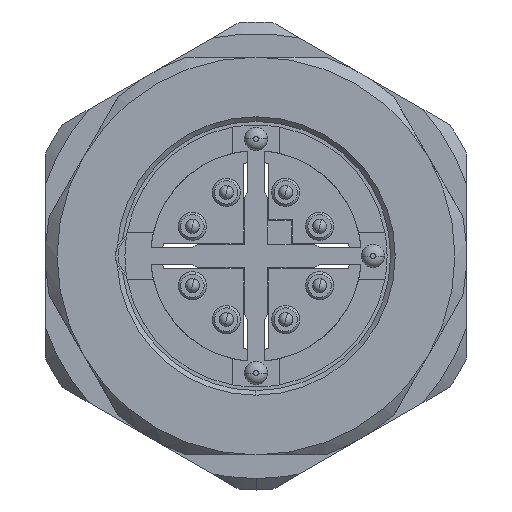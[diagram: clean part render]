
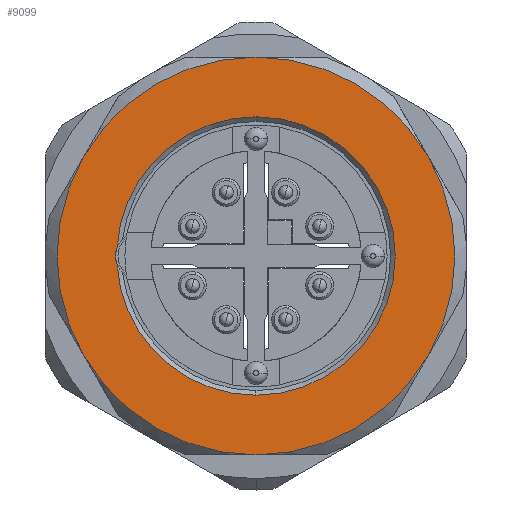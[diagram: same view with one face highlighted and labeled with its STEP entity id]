
A CAD part, left-side view. The second image highlights one B-rep face of the part: STEP entity #9099.
In plain terms, the highlighted planar face has unit normal (-1, 0, 0).
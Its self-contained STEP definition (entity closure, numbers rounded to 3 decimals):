
#56 = DIRECTION ( 'NONE',  ( 0., 0., -1. ) ) ;
#284 = EDGE_CURVE ( 'NONE', #5534, #19506, #1296, .T. ) ;
#304 = DIRECTION ( 'NONE',  ( 0., 0., -1. ) ) ;
#579 = FACE_BOUND ( 'NONE', #1177, .T. ) ;
#990 = ORIENTED_EDGE ( 'NONE', *, *, #7559, .T. ) ;
#1177 = EDGE_LOOP ( 'NONE', ( #15961, #16906, #990, #9172 ) ) ;
#1296 = CIRCLE ( 'NONE', #14733, 5.95 ) ;
#1310 = CIRCLE ( 'NONE', #20510, 8.5 ) ;
#1338 = CIRCLE ( 'NONE', #8250, 8.5 ) ;
#1564 = DIRECTION ( 'NONE',  ( 0., 0., -1. ) ) ;
#2027 = ORIENTED_EDGE ( 'NONE', *, *, #6015, .T. ) ;
#2120 = AXIS2_PLACEMENT_3D ( 'NONE', #4337, #15405, #2491 ) ;
#2164 = CIRCLE ( 'NONE', #18316, 8.5 ) ;
#2491 = DIRECTION ( 'NONE',  ( 0., 0., -1. ) ) ;
#2660 = VERTEX_POINT ( 'NONE', #19688 ) ;
#2737 = DIRECTION ( 'NONE',  ( 0., 0., -1. ) ) ;
#3244 = AXIS2_PLACEMENT_3D ( 'NONE', #18405, #21958, #9214 ) ;
#3804 = DIRECTION ( 'NONE',  ( 1., 0., 0. ) ) ;
#3932 = DIRECTION ( 'NONE',  ( 1., 0., 0. ) ) ;
#3976 = CARTESIAN_POINT ( 'NONE',  ( -14.25, 7.361, 4.25 ) ) ;
#4337 = CARTESIAN_POINT ( 'NONE',  ( -14.25, 0., 0. ) ) ;
#4455 = AXIS2_PLACEMENT_3D ( 'NONE', #7656, #22432, #13199 ) ;
#4468 = CIRCLE ( 'NONE', #2120, 8.5 ) ;
#5291 = VERTEX_POINT ( 'NONE', #9691 ) ;
#5312 = CARTESIAN_POINT ( 'NONE',  ( -14.25, 9., 0. ) ) ;
#5381 = CIRCLE ( 'NONE', #15026, 5.95 ) ;
#5447 = EDGE_CURVE ( 'NONE', #5534, #12043, #10123, .T. ) ;
#5534 = VERTEX_POINT ( 'NONE', #12441 ) ;
#5687 = CARTESIAN_POINT ( 'NONE',  ( -14.25, 0., 0. ) ) ;
#5708 = VERTEX_POINT ( 'NONE', #13178 ) ;
#5772 = CARTESIAN_POINT ( 'NONE',  ( -14.25, 0., 0. ) ) ;
#6015 = EDGE_CURVE ( 'NONE', #16257, #5291, #19060, .T. ) ;
#6066 = CIRCLE ( 'NONE', #22121, 5.95 ) ;
#6171 = CARTESIAN_POINT ( 'NONE',  ( -14.25, 0., 0. ) ) ;
#6329 = DIRECTION ( 'NONE',  ( 0., 0., -1. ) ) ;
#6883 = ORIENTED_EDGE ( 'NONE', *, *, #15744, .T. ) ;
#7559 = EDGE_CURVE ( 'NONE', #8035, #12043, #6066, .T. ) ;
#7563 = CIRCLE ( 'NONE', #3244, 8.5 ) ;
#7656 = CARTESIAN_POINT ( 'NONE',  ( -14.25, 5., 0. ) ) ;
#7932 = DIRECTION ( 'NONE',  ( 0., 0., -1. ) ) ;
#8035 = VERTEX_POINT ( 'NONE', #17151 ) ;
#8250 = AXIS2_PLACEMENT_3D ( 'NONE', #23413, #12320, #1564 ) ;
#8420 = CARTESIAN_POINT ( 'NONE',  ( -14.25, 0., 0. ) ) ;
#9099 = ADVANCED_FACE ( 'NONE', ( #20760, #579 ), #11003, .F. ) ;
#9172 = ORIENTED_EDGE ( 'NONE', *, *, #5447, .F. ) ;
#9214 = DIRECTION ( 'NONE',  ( 0., 0., -1. ) ) ;
#9691 = CARTESIAN_POINT ( 'NONE',  ( -14.25, 7.361, -4.25 ) ) ;
#9709 = DIRECTION ( 'NONE',  ( -1., 0., 0. ) ) ;
#10123 = CIRCLE ( 'NONE', #4455, 1. ) ;
#11003 = PLANE ( 'NONE',  #20754 ) ;
#11037 = CARTESIAN_POINT ( 'NONE',  ( -14.25, -7.361, 4.25 ) ) ;
#11694 = CARTESIAN_POINT ( 'NONE',  ( -14.25, 0., 0. ) ) ;
#11973 = EDGE_CURVE ( 'NONE', #19506, #8035, #5381, .T. ) ;
#12043 = VERTEX_POINT ( 'NONE', #21031 ) ;
#12320 = DIRECTION ( 'NONE',  ( -1., 0., 0. ) ) ;
#12441 = CARTESIAN_POINT ( 'NONE',  ( -14.25, 5.94, 0.34 ) ) ;
#13178 = CARTESIAN_POINT ( 'NONE',  ( -14.25, 0., -8.5 ) ) ;
#13199 = DIRECTION ( 'NONE',  ( 0., 0., 1. ) ) ;
#13596 = EDGE_LOOP ( 'NONE', ( #16083, #16505, #20528, #6883, #2027, #16129 ) ) ;
#13876 = CARTESIAN_POINT ( 'NONE',  ( -14.25, 0., 5.95 ) ) ;
#14557 = DIRECTION ( 'NONE',  ( 1., 0., 0. ) ) ;
#14733 = AXIS2_PLACEMENT_3D ( 'NONE', #5772, #3932, #304 ) ;
#15026 = AXIS2_PLACEMENT_3D ( 'NONE', #8420, #21107, #2737 ) ;
#15129 = EDGE_CURVE ( 'NONE', #2660, #15285, #1338, .T. ) ;
#15285 = VERTEX_POINT ( 'NONE', #11037 ) ;
#15405 = DIRECTION ( 'NONE',  ( -1., 0., 0. ) ) ;
#15744 = EDGE_CURVE ( 'NONE', #19746, #16257, #4468, .T. ) ;
#15961 = ORIENTED_EDGE ( 'NONE', *, *, #284, .T. ) ;
#16083 = ORIENTED_EDGE ( 'NONE', *, *, #17966, .T. ) ;
#16129 = ORIENTED_EDGE ( 'NONE', *, *, #19833, .T. ) ;
#16257 = VERTEX_POINT ( 'NONE', #3976 ) ;
#16505 = ORIENTED_EDGE ( 'NONE', *, *, #15129, .T. ) ;
#16509 = CARTESIAN_POINT ( 'NONE',  ( -14.25, 0., 0. ) ) ;
#16634 = EDGE_CURVE ( 'NONE', #15285, #19746, #1310, .T. ) ;
#16906 = ORIENTED_EDGE ( 'NONE', *, *, #11973, .T. ) ;
#17151 = CARTESIAN_POINT ( 'NONE',  ( -14.25, 0., -5.95 ) ) ;
#17368 = DIRECTION ( 'NONE',  ( -1., 0., 0. ) ) ;
#17966 = EDGE_CURVE ( 'NONE', #5708, #2660, #2164, .T. ) ;
#18316 = AXIS2_PLACEMENT_3D ( 'NONE', #6171, #17368, #6329 ) ;
#18405 = CARTESIAN_POINT ( 'NONE',  ( -14.25, 0., 0. ) ) ;
#19060 = CIRCLE ( 'NONE', #19904, 8.5 ) ;
#19506 = VERTEX_POINT ( 'NONE', #13876 ) ;
#19688 = CARTESIAN_POINT ( 'NONE',  ( -14.25, -7.361, -4.25 ) ) ;
#19706 = CARTESIAN_POINT ( 'NONE',  ( -14.25, 0., 8.5 ) ) ;
#19746 = VERTEX_POINT ( 'NONE', #19706 ) ;
#19833 = EDGE_CURVE ( 'NONE', #5291, #5708, #7563, .T. ) ;
#19904 = AXIS2_PLACEMENT_3D ( 'NONE', #11694, #9709, #7932 ) ;
#20510 = AXIS2_PLACEMENT_3D ( 'NONE', #5687, #22214, #56 ) ;
#20528 = ORIENTED_EDGE ( 'NONE', *, *, #16634, .T. ) ;
#20754 = AXIS2_PLACEMENT_3D ( 'NONE', #5312, #3804, #23854 ) ;
#20760 = FACE_OUTER_BOUND ( 'NONE', #13596, .T. ) ;
#21031 = CARTESIAN_POINT ( 'NONE',  ( -14.25, 5.94, -0.34 ) ) ;
#21107 = DIRECTION ( 'NONE',  ( 1., 0., 0. ) ) ;
#21958 = DIRECTION ( 'NONE',  ( -1., 0., 0. ) ) ;
#22008 = DIRECTION ( 'NONE',  ( 0., 0., -1. ) ) ;
#22121 = AXIS2_PLACEMENT_3D ( 'NONE', #16509, #14557, #22008 ) ;
#22214 = DIRECTION ( 'NONE',  ( -1., 0., 0. ) ) ;
#22432 = DIRECTION ( 'NONE',  ( -1., 0., 0. ) ) ;
#23413 = CARTESIAN_POINT ( 'NONE',  ( -14.25, 0., 0. ) ) ;
#23854 = DIRECTION ( 'NONE',  ( 0., 0., -1. ) ) ;
